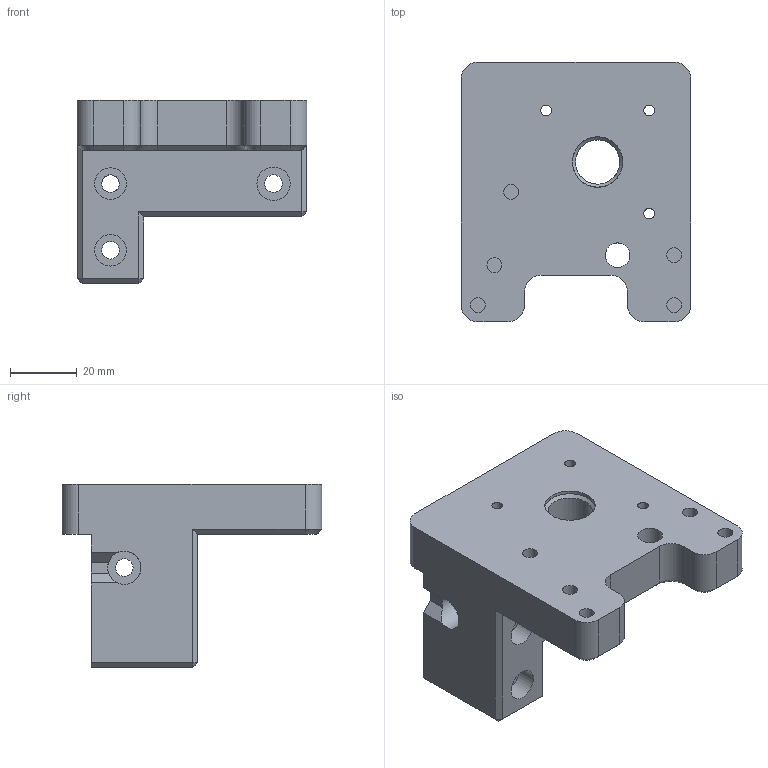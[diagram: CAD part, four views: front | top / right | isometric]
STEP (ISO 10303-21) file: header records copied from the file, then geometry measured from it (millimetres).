
FILE_DESCRIPTION(('FreeCAD Model'),'2;1');
FILE_NAME('Open CASCADE Shape Model','2025-11-13T17:11:39',(''),(''), 'Open CASCADE STEP processor 7.8','FreeCAD','Unknown');
FILE_SCHEMA(('AUTOMOTIVE_DESIGN { 1 0 10303 214 1 1 1 1 }'));
Length unit declared in the file: millimetre
Products named in the file (1): BottomRight
Bounding box: 69 x 78 x 55 mm (x, y, z)
Volume: 101038.9 mm3; surface area: 23743.1 mm2
Topology: 1 solids, 1 shells, 94 faces, 219 edges, 137 vertices
Faces by surface type: plane 54, cylinder 31, cone 9
Full cylindrical faces by diameter (mm): 3.2 x3, 4.5 x5, 5.3 x5, 7 x3, 7.4 x1, 9.5 x2, 10 x2, 13.3 x1, 15.2 x1
Entity records: 2943 total; most frequent: CARTESIAN_POINT 674, DIRECTION 483, ORIENTED_EDGE 438, EDGE_CURVE 219, AXIS2_PLACEMENT_3D 172, LINE 139, VECTOR 139, VERTEX_POINT 137
